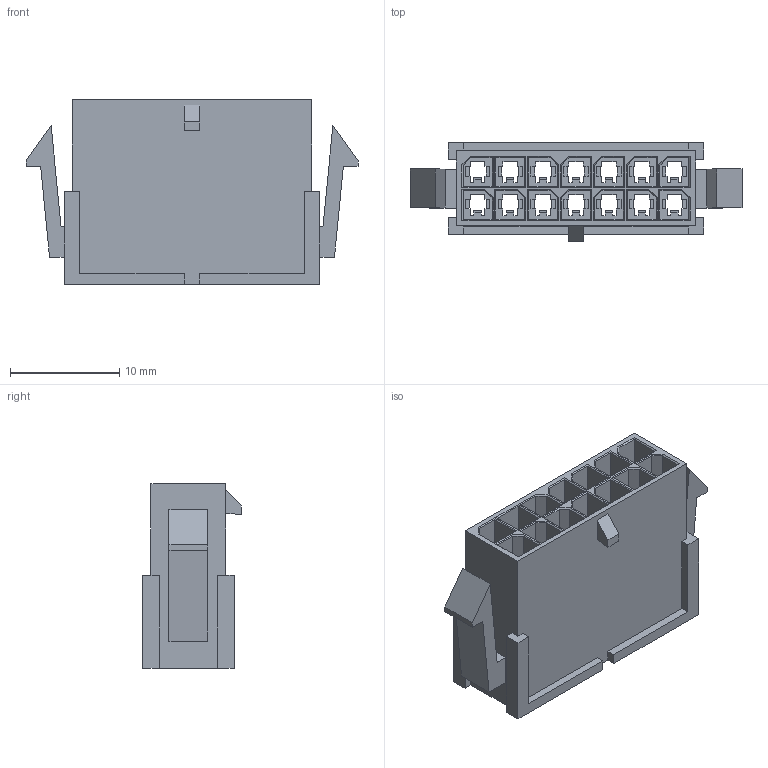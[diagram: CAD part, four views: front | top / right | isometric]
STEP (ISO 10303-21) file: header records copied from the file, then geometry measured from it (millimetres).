
FILE_DESCRIPTION(/* description */ ('Unknown'),/* implementation_level */ '2;1');
FILE_NAME(/* name */ '66201421822',/* time_stamp */ '2019-08-20T14:03:40+02:00',/* author */ ('Unknown'),/* organization */ ('Unknown'),/* preprocessor_version */ 'ST-DEVELOPER v16.7',/* originating_system */ 'DEX',/* authorisation */ $);
FILE_SCHEMA (('AUTOMOTIVE_DESIGN {1 0 10303 214 3 1 1}'));
Length unit declared in the file: millimetre
Products named in the file (2): 6620xx21822; 66201421822
Assembly tree (1 placements, depth 2):
  6620xx21822
    66201421822
Bounding box: 30.35 x 9 x 16.9 mm (x, y, z)
Volume: 1416.9 mm3; surface area: 3932.7 mm2
Topology: 1 solids, 1 shells, 709 faces, 1945 edges, 1255 vertices
Faces by surface type: plane 681, cylinder 28
Entity records: 22000 total; most frequent: CARTESIAN_POINT 3911, ORIENTED_EDGE 3890, DIRECTION 3423, EDGE_CURVE 1945, LINE 1889, VECTOR 1889, VERTEX_POINT 1255, AXIS2_PLACEMENT_3D 767
